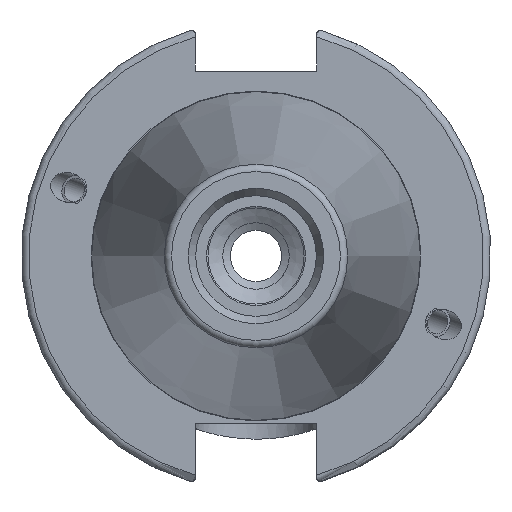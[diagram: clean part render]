
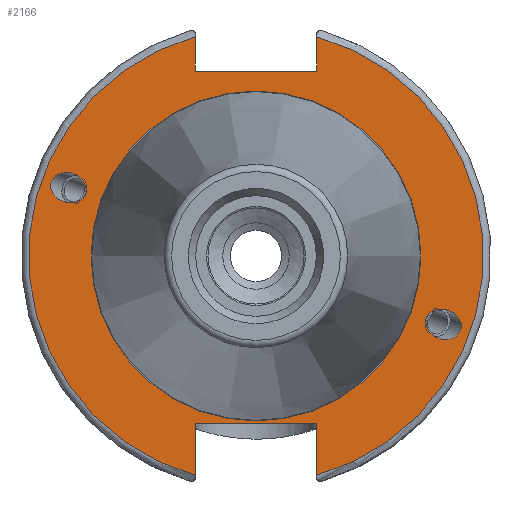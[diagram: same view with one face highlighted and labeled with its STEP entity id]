
A CAD part, left-side view. The second image highlights one B-rep face of the part: STEP entity #2166.
In plain terms, the highlighted planar face has unit normal (-1, 0, 0).
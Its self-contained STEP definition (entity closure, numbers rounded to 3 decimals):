
#39=ELLIPSE('',#2400,2.442,2.);
#48=ELLIPSE('',#2448,2.442,2.);
#62=PLANE('',#2461);
#111=FACE_BOUND('',#355,.T.);
#112=FACE_BOUND('',#356,.T.);
#113=FACE_BOUND('',#357,.T.);
#237=FACE_OUTER_BOUND('',#354,.T.);
#354=EDGE_LOOP('',(#1818,#1819,#1820,#1821,#1822,#1823,#1824,#1825));
#355=EDGE_LOOP('',(#1826));
#356=EDGE_LOOP('',(#1827));
#357=EDGE_LOOP('',(#1828,#1829));
#458=LINE('',#3999,#554);
#459=LINE('',#4001,#555);
#460=LINE('',#4003,#556);
#461=LINE('',#4007,#557);
#462=LINE('',#4009,#558);
#463=LINE('',#4010,#559);
#554=VECTOR('',#3067,10.);
#555=VECTOR('',#3068,10.);
#556=VECTOR('',#3069,10.);
#557=VECTOR('',#3072,10.);
#558=VECTOR('',#3073,10.);
#559=VECTOR('',#3074,10.);
#738=CIRCLE('',#2457,22.3);
#739=CIRCLE('',#2458,22.3);
#742=CIRCLE('',#2462,30.75);
#743=CIRCLE('',#2463,30.75);
#910=VERTEX_POINT('',#3776);
#955=VERTEX_POINT('',#3969);
#961=VERTEX_POINT('',#3986);
#962=VERTEX_POINT('',#3988);
#964=VERTEX_POINT('',#3995);
#965=VERTEX_POINT('',#3996);
#966=VERTEX_POINT('',#3998);
#967=VERTEX_POINT('',#4000);
#968=VERTEX_POINT('',#4002);
#969=VERTEX_POINT('',#4004);
#970=VERTEX_POINT('',#4006);
#971=VERTEX_POINT('',#4008);
#1199=EDGE_CURVE('',#910,#910,#39,.T.);
#1260=EDGE_CURVE('',#955,#955,#48,.T.);
#1268=EDGE_CURVE('',#961,#962,#738,.T.);
#1269=EDGE_CURVE('',#962,#961,#739,.T.);
#1272=EDGE_CURVE('',#964,#965,#742,.T.);
#1273=EDGE_CURVE('',#964,#966,#458,.T.);
#1274=EDGE_CURVE('',#966,#967,#459,.T.);
#1275=EDGE_CURVE('',#967,#968,#460,.T.);
#1276=EDGE_CURVE('',#969,#968,#743,.T.);
#1277=EDGE_CURVE('',#969,#970,#461,.T.);
#1278=EDGE_CURVE('',#970,#971,#462,.T.);
#1279=EDGE_CURVE('',#971,#965,#463,.T.);
#1818=ORIENTED_EDGE('',*,*,#1272,.F.);
#1819=ORIENTED_EDGE('',*,*,#1273,.T.);
#1820=ORIENTED_EDGE('',*,*,#1274,.T.);
#1821=ORIENTED_EDGE('',*,*,#1275,.T.);
#1822=ORIENTED_EDGE('',*,*,#1276,.F.);
#1823=ORIENTED_EDGE('',*,*,#1277,.T.);
#1824=ORIENTED_EDGE('',*,*,#1278,.T.);
#1825=ORIENTED_EDGE('',*,*,#1279,.T.);
#1826=ORIENTED_EDGE('',*,*,#1199,.T.);
#1827=ORIENTED_EDGE('',*,*,#1260,.T.);
#1828=ORIENTED_EDGE('',*,*,#1269,.F.);
#1829=ORIENTED_EDGE('',*,*,#1268,.F.);
#2166=ADVANCED_FACE('',(#237,#111,#112,#113),#62,.T.);
#2400=AXIS2_PLACEMENT_3D('',#3778,#2922,#2923);
#2448=AXIS2_PLACEMENT_3D('',#3971,#3035,#3036);
#2457=AXIS2_PLACEMENT_3D('',#3989,#3055,#3056);
#2458=AXIS2_PLACEMENT_3D('',#3990,#3057,#3058);
#2461=AXIS2_PLACEMENT_3D('',#3994,#3063,#3064);
#2462=AXIS2_PLACEMENT_3D('',#3997,#3065,#3066);
#2463=AXIS2_PLACEMENT_3D('',#4005,#3070,#3071);
#2922=DIRECTION('center_axis',(1.,0.,0.));
#2923=DIRECTION('ref_axis',(0.,-0.94,-0.342));
#3035=DIRECTION('center_axis',(1.,0.,0.));
#3036=DIRECTION('ref_axis',(0.,0.94,0.342));
#3055=DIRECTION('center_axis',(-1.,0.,0.));
#3056=DIRECTION('ref_axis',(0.,-1.,0.));
#3057=DIRECTION('center_axis',(-1.,0.,0.));
#3058=DIRECTION('ref_axis',(0.,-1.,0.));
#3063=DIRECTION('center_axis',(-1.,0.,0.));
#3064=DIRECTION('ref_axis',(0.,0.,1.));
#3065=DIRECTION('center_axis',(1.,0.,0.));
#3066=DIRECTION('ref_axis',(0.,-1.,0.));
#3067=DIRECTION('',(0.,0.,-1.));
#3068=DIRECTION('',(0.,1.,0.));
#3069=DIRECTION('',(0.,0.,1.));
#3070=DIRECTION('center_axis',(1.,0.,0.));
#3071=DIRECTION('ref_axis',(0.,1.,0.));
#3072=DIRECTION('',(0.,0.,1.));
#3073=DIRECTION('',(0.,-1.,0.));
#3074=DIRECTION('',(0.,0.,-1.));
#3776=CARTESIAN_POINT('',(3.175,-23.077,-8.399));
#3778=CARTESIAN_POINT('Origin',(3.175,-25.372,-9.235));
#3969=CARTESIAN_POINT('',(3.175,23.077,8.399));
#3971=CARTESIAN_POINT('Origin',(3.175,25.372,9.235));
#3986=CARTESIAN_POINT('',(3.175,0.,22.3));
#3988=CARTESIAN_POINT('',(3.175,22.3,0.));
#3989=CARTESIAN_POINT('Origin',(3.175,0.,0.));
#3990=CARTESIAN_POINT('Origin',(3.175,0.,0.));
#3994=CARTESIAN_POINT('Origin',(3.175,31.75,0.));
#3995=CARTESIAN_POINT('',(3.175,-8.19,29.639));
#3996=CARTESIAN_POINT('',(3.175,-8.19,-29.639));
#3997=CARTESIAN_POINT('Origin',(3.175,0.,0.));
#3998=CARTESIAN_POINT('',(3.175,-8.19,25.));
#3999=CARTESIAN_POINT('',(3.175,-8.19,12.5));
#4000=CARTESIAN_POINT('',(3.175,8.19,25.));
#4001=CARTESIAN_POINT('',(3.175,15.875,25.));
#4002=CARTESIAN_POINT('',(3.175,8.19,29.639));
#4003=CARTESIAN_POINT('',(3.175,8.19,12.5));
#4004=CARTESIAN_POINT('',(3.175,8.19,-29.639));
#4005=CARTESIAN_POINT('Origin',(3.175,0.,0.));
#4006=CARTESIAN_POINT('',(3.175,8.19,-22.6));
#4007=CARTESIAN_POINT('',(3.175,8.19,-11.3));
#4008=CARTESIAN_POINT('',(3.175,-8.19,-22.6));
#4009=CARTESIAN_POINT('',(3.175,15.875,-22.6));
#4010=CARTESIAN_POINT('',(3.175,-8.19,-11.3));
